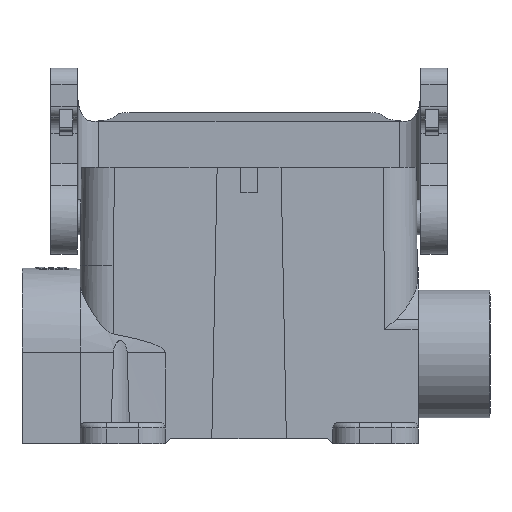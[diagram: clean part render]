
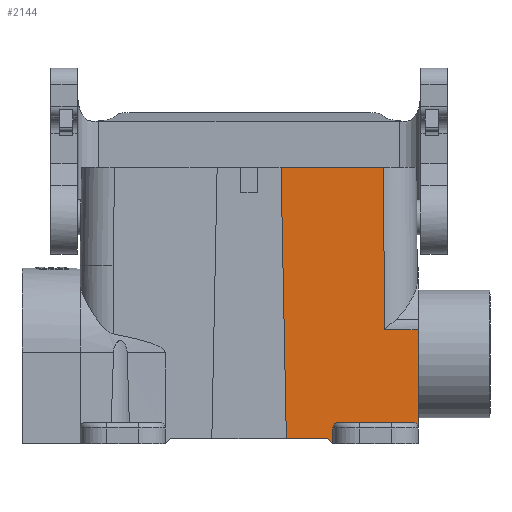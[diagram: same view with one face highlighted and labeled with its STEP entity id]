
A CAD part, front view. The second image highlights one B-rep face of the part: STEP entity #2144.
In plain terms, the highlighted planar face has unit normal (0, -1, 0.008).
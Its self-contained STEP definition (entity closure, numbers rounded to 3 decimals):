
#1324=ELLIPSE('',#7955,1.,1.);
#1325=ELLIPSE('',#7956,1.,1.);
#2144=ADVANCED_FACE('',(#2652),#2460,.T.);
#2460=PLANE('',#7957);
#2652=FACE_OUTER_BOUND('',#2998,.T.);
#2998=EDGE_LOOP('',(#4046,#4047,#4048,#4049,#4050,#4051,#4052,#4053,#4054,
#4055,#4056));
#4046=ORIENTED_EDGE('',*,*,#5992,.F.);
#4047=ORIENTED_EDGE('',*,*,#6255,.T.);
#4048=ORIENTED_EDGE('',*,*,#6256,.T.);
#4049=ORIENTED_EDGE('',*,*,#6243,.T.);
#4050=ORIENTED_EDGE('',*,*,#6257,.F.);
#4051=ORIENTED_EDGE('',*,*,#6258,.T.);
#4052=ORIENTED_EDGE('',*,*,#6259,.T.);
#4053=ORIENTED_EDGE('',*,*,#6157,.F.);
#4054=ORIENTED_EDGE('',*,*,#6260,.T.);
#4055=ORIENTED_EDGE('',*,*,#6261,.T.);
#4056=ORIENTED_EDGE('',*,*,#6262,.T.);
#5292=VERTEX_POINT('',#11553);
#5293=VERTEX_POINT('',#11555);
#5446=VERTEX_POINT('',#12225);
#5447=VERTEX_POINT('',#12227);
#5515=VERTEX_POINT('',#12534);
#5517=VERTEX_POINT('',#12537);
#5525=VERTEX_POINT('',#12558);
#5526=VERTEX_POINT('',#12561);
#5527=VERTEX_POINT('',#12563);
#5528=VERTEX_POINT('',#12566);
#5529=VERTEX_POINT('',#12568);
#5992=EDGE_CURVE('',#5292,#5293,#6809,.T.);
#6157=EDGE_CURVE('',#5446,#5447,#6906,.T.);
#6243=EDGE_CURVE('',#5517,#5515,#6950,.T.);
#6255=EDGE_CURVE('',#5292,#5525,#6958,.T.);
#6256=EDGE_CURVE('',#5525,#5517,#6959,.T.);
#6257=EDGE_CURVE('',#5526,#5515,#6960,.T.);
#6258=EDGE_CURVE('',#5526,#5527,#6961,.T.);
#6259=EDGE_CURVE('',#5527,#5447,#6962,.T.);
#6260=EDGE_CURVE('',#5446,#5528,#1324,.T.);
#6261=EDGE_CURVE('',#5528,#5529,#6963,.T.);
#6262=EDGE_CURVE('',#5529,#5293,#1325,.T.);
#6809=LINE('',#11554,#7241);
#6906=LINE('',#12226,#7338);
#6950=LINE('',#12536,#7382);
#6958=LINE('',#12557,#7390);
#6959=LINE('',#12559,#7391);
#6960=LINE('',#12560,#7392);
#6961=LINE('',#12562,#7393);
#6962=LINE('',#12564,#7394);
#6963=LINE('',#12567,#7395);
#7241=VECTOR('',#8648,1.);
#7338=VECTOR('',#8817,1.);
#7382=VECTOR('',#8935,1.);
#7390=VECTOR('',#8953,1.);
#7391=VECTOR('',#8954,1.);
#7392=VECTOR('',#8955,1.);
#7393=VECTOR('',#8956,1.);
#7394=VECTOR('',#8957,1.);
#7395=VECTOR('',#8960,1.);
#7955=AXIS2_PLACEMENT_3D('',#12565,#8958,#8959);
#7956=AXIS2_PLACEMENT_3D('',#12569,#8961,#8962);
#7957=AXIS2_PLACEMENT_3D('',#12570,#8963,#8964);
#8648=DIRECTION('',(0.,-0.008,-1.));
#8817=DIRECTION('',(0.,-0.008,-1.));
#8935=DIRECTION('',(-1.,0.,0.));
#8953=DIRECTION('',(-1.,0.,0.));
#8954=DIRECTION('',(-0.006,0.008,1.));
#8955=DIRECTION('',(-0.02,0.008,1.));
#8956=DIRECTION('',(1.,0.,0.));
#8957=DIRECTION('',(0.707,-0.005,-0.707));
#8958=DIRECTION('',(0.,1.,-0.008));
#8959=DIRECTION('',(0.,0.008,1.));
#8960=DIRECTION('',(1.,0.,0.));
#8961=DIRECTION('',(0.,1.,-0.008));
#8962=DIRECTION('',(0.,0.008,1.));
#8963=DIRECTION('',(0.,-1.,0.008));
#8964=DIRECTION('',(0.,-0.008,-1.));
#11553=CARTESIAN_POINT('',(31.75,-15.31,-30.56));
#11554=CARTESIAN_POINT('',(31.75,-15.303,-29.634));
#11555=CARTESIAN_POINT('',(31.75,-15.452,-49.));
#12225=CARTESIAN_POINT('',(15.75,-15.452,-49.));
#12226=CARTESIAN_POINT('',(15.75,-15.475,-52.));
#12227=CARTESIAN_POINT('',(15.75,-15.475,-52.));
#12534=CARTESIAN_POINT('',(6.,-15.075,0.));
#12536=CARTESIAN_POINT('',(31.45,-15.075,0.));
#12537=CARTESIAN_POINT('',(25.25,-15.075,0.));
#12557=CARTESIAN_POINT('',(32.,-15.31,-30.56));
#12558=CARTESIAN_POINT('',(25.426,-15.31,-30.56));
#12559=CARTESIAN_POINT('',(25.25,-15.075,-0.036));
#12560=CARTESIAN_POINT('',(7.029,-15.479,-52.49));
#12561=CARTESIAN_POINT('',(7.,-15.467,-51.));
#12562=CARTESIAN_POINT('',(32.,-15.467,-51.));
#12563=CARTESIAN_POINT('',(14.75,-15.467,-51.));
#12564=CARTESIAN_POINT('',(14.648,-15.467,-50.898));
#12565=CARTESIAN_POINT('',(16.75,-15.452,-49.));
#12566=CARTESIAN_POINT('',(16.223,-15.445,-48.15));
#12567=CARTESIAN_POINT('',(32.,-15.445,-48.15));
#12568=CARTESIAN_POINT('',(31.277,-15.445,-48.15));
#12569=CARTESIAN_POINT('',(30.75,-15.452,-49.));
#12570=CARTESIAN_POINT('',(32.,-15.475,-52.));
